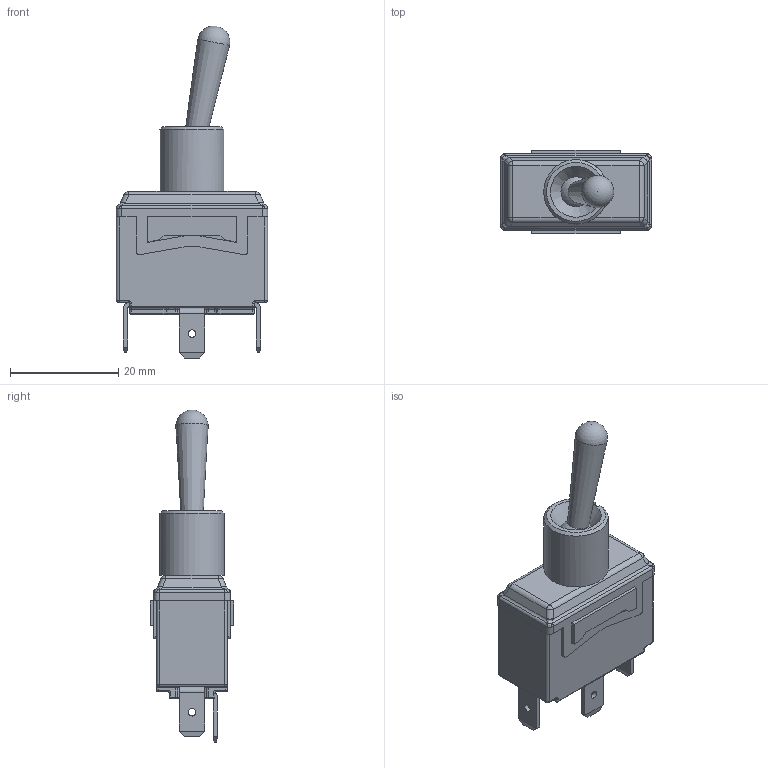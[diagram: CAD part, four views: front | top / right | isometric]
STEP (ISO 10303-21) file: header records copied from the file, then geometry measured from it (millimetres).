
FILE_DESCRIPTION(/* description */ (''),/* implementation_level */ '2;1');
FILE_NAME(/* name */ 'ST11_5_C_D_x00.stp',/* time_stamp */ '2020-12-18T10:05:17-06:00',/* author */ ('mroman'),/* organization */ (''),/* preprocessor_version */ 'ST-DEVELOPER v18',/* originating_system */ 'Autodesk Inventor 2020',/* authorisation */ '');
FILE_SCHEMA (('AUTOMOTIVE_DESIGN { 1 0 10303 214 3 1 1 }'));
Length unit declared in the file: millimetre
Products named in the file (1): ST11_5_C_D_x00
Bounding box: 28 x 15.5 x 61.41 mm (x, y, z)
Volume: 9663.6 mm3; surface area: 4025.1 mm2
Topology: 1 solids, 5 shells, 352 faces, 844 edges, 504 vertices
Faces by surface type: plane 135, cylinder 125, sphere 30, bspline 27, torus 26, cone 9
Full cylindrical faces by diameter (mm): 1.4 x3, 2 x3, 5.4 x1
Entity records: 10625 total; most frequent: CARTESIAN_POINT 2362, DIRECTION 1798, ORIENTED_EDGE 1678, EDGE_CURVE 839, AXIS2_PLACEMENT_3D 671, VERTEX_POINT 504, LINE 456, VECTOR 456
